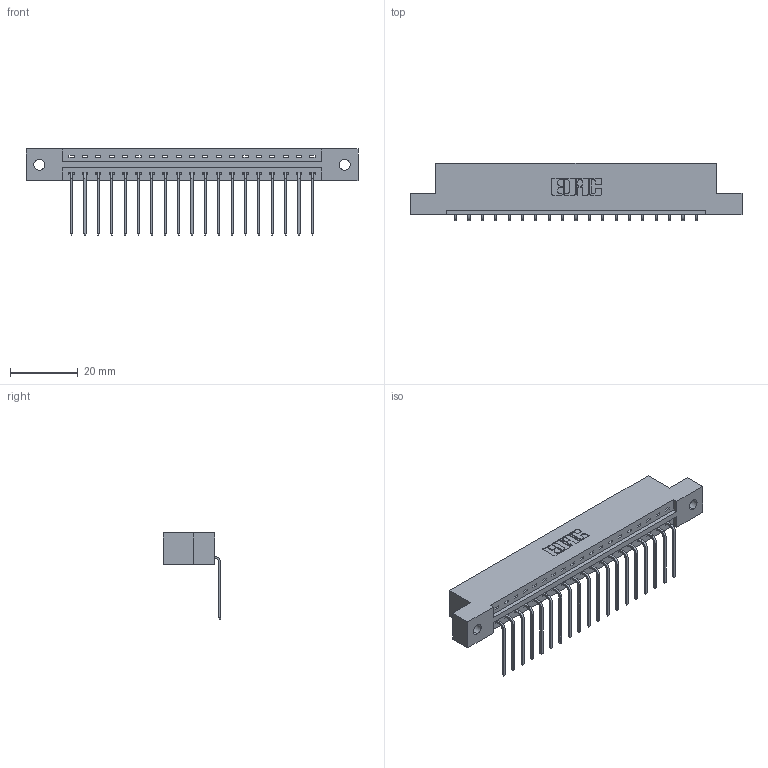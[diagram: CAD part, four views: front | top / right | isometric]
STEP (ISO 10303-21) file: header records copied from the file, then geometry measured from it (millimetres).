
FILE_DESCRIPTION (( 'STEP AP203' ), '1' );
FILE_NAME ('337-019-559-102.STEP', '2018-08-05T07:46:59', ( '' ), ( '' ), 'SwSTEP 2.0', 'SolidWorks 2016', '' );
FILE_SCHEMA (( 'CONFIG_CONTROL_DESIGN' ));
Length unit declared in the file: inch
Products named in the file (3): 345-292-001_558 559 Tail - 1; 337-019-559-102; 337 Part_Flush Mounting Lugs - 0.128 Dia
Assembly tree (20 placements, depth 2):
  337-019-559-102
    337 Part_Flush Mounting Lugs - 0.128 Dia
    345-292-001_558 559 Tail - 1  x19
Bounding box: 98.3 x 17.09 x 25.53 mm (x, y, z)
Volume: 9955.2 mm3; surface area: 10278.7 mm2
Topology: 20 solids, 20 shells, 1330 faces, 3997 edges, 2638 vertices
Faces by surface type: plane 982, cylinder 348
Entity records: 17185 total; most frequent: CARTESIAN_POINT 2999, ORIENTED_EDGE 2954, DIRECTION 2571, EDGE_CURVE 1477, VECTOR 1349, LINE 1349, VERTEX_POINT 982, AXIS2_PLACEMENT_3D 611
